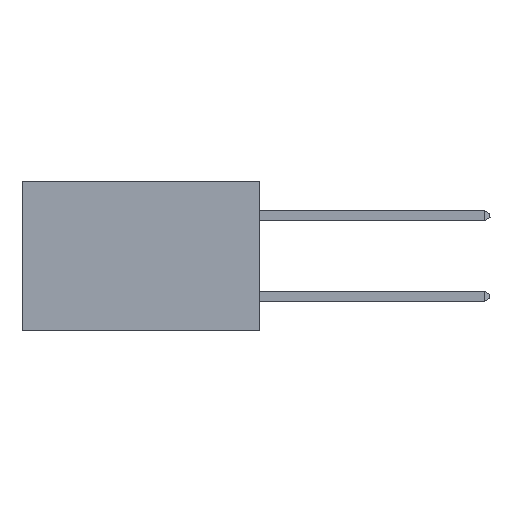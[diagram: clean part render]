
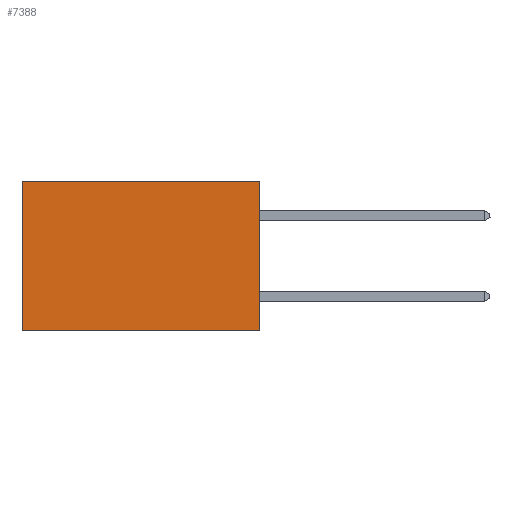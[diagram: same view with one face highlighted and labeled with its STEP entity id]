
A CAD part, left-side view. The second image highlights one B-rep face of the part: STEP entity #7388.
In plain terms, the highlighted planar face has unit normal (-1, 0, 0).
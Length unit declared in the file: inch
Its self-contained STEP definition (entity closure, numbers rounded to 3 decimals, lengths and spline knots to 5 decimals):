
#365 = CARTESIAN_POINT ( 'NONE',  ( 0.277, 0., 0. ) ) ;
#1514 = DIRECTION ( 'NONE',  ( 0., 1., 0. ) ) ;
#2824 = EDGE_LOOP ( 'NONE', ( #6995, #22173, #16307, #19862 ) ) ;
#5109 = DIRECTION ( 'NONE',  ( 0., 0., -1. ) ) ;
#5317 = DIRECTION ( 'NONE',  ( 0., 0., -1. ) ) ;
#5615 = EDGE_CURVE ( 'NONE', #15922, #13584, #12667, .T. ) ;
#6995 = ORIENTED_EDGE ( 'NONE', *, *, #5615, .T. ) ;
#7071 = CARTESIAN_POINT ( 'NONE',  ( 0.277, 0.59, 0. ) ) ;
#7388 = ADVANCED_FACE ( 'NONE', ( #13524 ), #16810, .F. ) ;
#7592 = CARTESIAN_POINT ( 'NONE',  ( 0.277, 0.59, -0.37 ) ) ;
#10349 = VECTOR ( 'NONE', #5109, 39.37008 ) ;
#10547 = CARTESIAN_POINT ( 'NONE',  ( 0.277, 0., -0.37 ) ) ;
#11591 = EDGE_CURVE ( 'NONE', #15839, #15922, #25305, .T. ) ;
#12266 = CARTESIAN_POINT ( 'NONE',  ( 0.277, 0., 0. ) ) ;
#12643 = CARTESIAN_POINT ( 'NONE',  ( 0.277, 0., -0.37 ) ) ;
#12667 = LINE ( 'NONE', #7592, #22667 ) ;
#13524 = FACE_OUTER_BOUND ( 'NONE', #2824, .T. ) ;
#13584 = VERTEX_POINT ( 'NONE', #18593 ) ;
#13609 = VECTOR ( 'NONE', #1514, 39.37008 ) ;
#14747 = DIRECTION ( 'NONE',  ( 0., 0., -1. ) ) ;
#15839 = VERTEX_POINT ( 'NONE', #365 ) ;
#15922 = VERTEX_POINT ( 'NONE', #7071 ) ;
#16307 = ORIENTED_EDGE ( 'NONE', *, *, #20648, .F. ) ;
#16810 = PLANE ( 'NONE',  #27380 ) ;
#17730 = LINE ( 'NONE', #10547, #23421 ) ;
#18593 = CARTESIAN_POINT ( 'NONE',  ( 0.277, 0.59, -0.37 ) ) ;
#19858 = CARTESIAN_POINT ( 'NONE',  ( 0.277, 0., -0.37 ) ) ;
#19862 = ORIENTED_EDGE ( 'NONE', *, *, #11591, .T. ) ;
#20648 = EDGE_CURVE ( 'NONE', #15839, #23918, #27296, .T. ) ;
#22149 = CARTESIAN_POINT ( 'NONE',  ( 0.277, 0., -0.37 ) ) ;
#22173 = ORIENTED_EDGE ( 'NONE', *, *, #26322, .F. ) ;
#22667 = VECTOR ( 'NONE', #5317, 39.37008 ) ;
#23421 = VECTOR ( 'NONE', #25460, 39.37008 ) ;
#23918 = VERTEX_POINT ( 'NONE', #19858 ) ;
#25305 = LINE ( 'NONE', #12266, #13609 ) ;
#25460 = DIRECTION ( 'NONE',  ( 0., 1., 0. ) ) ;
#26322 = EDGE_CURVE ( 'NONE', #23918, #13584, #17730, .T. ) ;
#27296 = LINE ( 'NONE', #22149, #10349 ) ;
#27380 = AXIS2_PLACEMENT_3D ( 'NONE', #12643, #27448, #14747 ) ;
#27448 = DIRECTION ( 'NONE',  ( 1., 0., 0. ) ) ;
